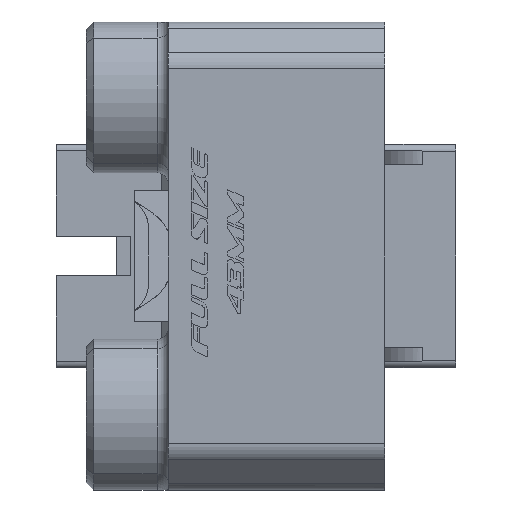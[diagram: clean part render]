
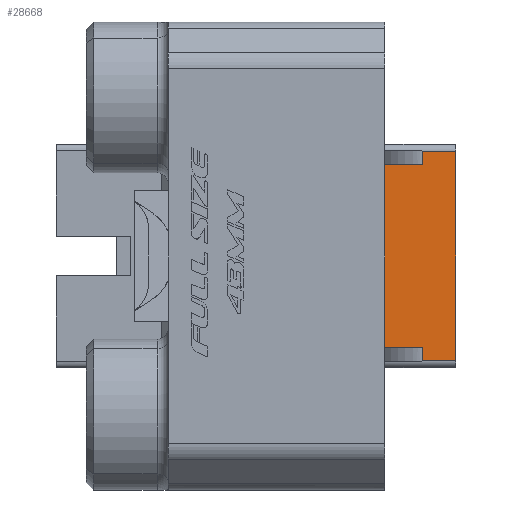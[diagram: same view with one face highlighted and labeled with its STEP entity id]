
A CAD part, left-side view. The second image highlights one B-rep face of the part: STEP entity #28668.
In plain terms, the highlighted planar face has unit normal (-1, 0, 0).
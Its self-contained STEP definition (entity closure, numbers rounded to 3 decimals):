
#1201 = VECTOR ( 'NONE', #38065, 1000. ) ;
#2377 = DIRECTION ( 'NONE',  ( 0., 1., 0. ) ) ;
#2846 = ORIENTED_EDGE ( 'NONE', *, *, #33198, .F. ) ;
#3582 = LINE ( 'NONE', #24035, #16064 ) ;
#3754 = VERTEX_POINT ( 'NONE', #33672 ) ;
#3900 = ORIENTED_EDGE ( 'NONE', *, *, #17773, .T. ) ;
#5896 = CARTESIAN_POINT ( 'NONE',  ( 13., -7.074, 14.2 ) ) ;
#6338 = EDGE_CURVE ( 'NONE', #12904, #25423, #38123, .T. ) ;
#6666 = LINE ( 'NONE', #33122, #37550 ) ;
#7882 = VECTOR ( 'NONE', #30973, 1000. ) ;
#8332 = VERTEX_POINT ( 'NONE', #9039 ) ;
#8869 = ORIENTED_EDGE ( 'NONE', *, *, #25586, .F. ) ;
#8936 = EDGE_CURVE ( 'NONE', #25423, #21377, #31547, .T. ) ;
#9039 = CARTESIAN_POINT ( 'NONE',  ( 13., -7.074, -12.2 ) ) ;
#9570 = DIRECTION ( 'NONE',  ( 0., -1., 0. ) ) ;
#9580 = DIRECTION ( 'NONE',  ( 0., 0., 1. ) ) ;
#9771 = CARTESIAN_POINT ( 'NONE',  ( 13., -7.074, -14.2 ) ) ;
#10194 = VERTEX_POINT ( 'NONE', #34760 ) ;
#10818 = VECTOR ( 'NONE', #32344, 1000. ) ;
#10915 = LINE ( 'NONE', #11304, #31146 ) ;
#11091 = VECTOR ( 'NONE', #9580, 1000. ) ;
#11183 = ORIENTED_EDGE ( 'NONE', *, *, #14969, .F. ) ;
#11304 = CARTESIAN_POINT ( 'NONE',  ( 13., 0., -12.2 ) ) ;
#11738 = PLANE ( 'NONE',  #29998 ) ;
#12107 = LINE ( 'NONE', #9771, #11091 ) ;
#12289 = DIRECTION ( 'NONE',  ( 0., 0., 1. ) ) ;
#12904 = VERTEX_POINT ( 'NONE', #15681 ) ;
#14611 = VECTOR ( 'NONE', #2377, 1000. ) ;
#14732 = LINE ( 'NONE', #29003, #1201 ) ;
#14969 = EDGE_CURVE ( 'NONE', #37124, #8332, #12107, .T. ) ;
#15681 = CARTESIAN_POINT ( 'NONE',  ( 13., -7.074, 14. ) ) ;
#16064 = VECTOR ( 'NONE', #9570, 1000. ) ;
#17669 = VERTEX_POINT ( 'NONE', #33119 ) ;
#17773 = EDGE_CURVE ( 'NONE', #37124, #10194, #3582, .T. ) ;
#17925 = EDGE_LOOP ( 'NONE', ( #18764, #2846, #8869, #11183, #3900, #32070, #27390, #31830 ) ) ;
#18764 = ORIENTED_EDGE ( 'NONE', *, *, #8936, .T. ) ;
#19002 = LINE ( 'NONE', #27467, #7882 ) ;
#19399 = CARTESIAN_POINT ( 'NONE',  ( 13., 0., 12.2 ) ) ;
#21377 = VERTEX_POINT ( 'NONE', #27589 ) ;
#23098 = DIRECTION ( 'NONE',  ( 1., 0., 0. ) ) ;
#23492 = CARTESIAN_POINT ( 'NONE',  ( 13., -9.5, 0. ) ) ;
#24035 = CARTESIAN_POINT ( 'NONE',  ( 13., -9.5, -14. ) ) ;
#25423 = VERTEX_POINT ( 'NONE', #28077 ) ;
#25586 = EDGE_CURVE ( 'NONE', #8332, #3754, #10915, .T. ) ;
#25999 = FACE_OUTER_BOUND ( 'NONE', #17925, .T. ) ;
#27390 = ORIENTED_EDGE ( 'NONE', *, *, #36816, .T. ) ;
#27467 = CARTESIAN_POINT ( 'NONE',  ( 13., -11.5, 0. ) ) ;
#27589 = CARTESIAN_POINT ( 'NONE',  ( 13., -2., 12.2 ) ) ;
#28077 = CARTESIAN_POINT ( 'NONE',  ( 13., -7.074, 12.2 ) ) ;
#28668 = ADVANCED_FACE ( 'NONE', ( #25999 ), #11738, .F. ) ;
#29003 = CARTESIAN_POINT ( 'NONE',  ( 13., -9.5, 14. ) ) ;
#29998 = AXIS2_PLACEMENT_3D ( 'NONE', #23492, #23098, #35274 ) ;
#30490 = EDGE_CURVE ( 'NONE', #10194, #17669, #19002, .T. ) ;
#30973 = DIRECTION ( 'NONE',  ( 0., 0., 1. ) ) ;
#31146 = VECTOR ( 'NONE', #34454, 1000. ) ;
#31547 = LINE ( 'NONE', #19399, #14611 ) ;
#31830 = ORIENTED_EDGE ( 'NONE', *, *, #6338, .T. ) ;
#32070 = ORIENTED_EDGE ( 'NONE', *, *, #30490, .T. ) ;
#32344 = DIRECTION ( 'NONE',  ( 0., 0., -1. ) ) ;
#33119 = CARTESIAN_POINT ( 'NONE',  ( 13., -11.5, 14. ) ) ;
#33122 = CARTESIAN_POINT ( 'NONE',  ( 13., -2., -12.2 ) ) ;
#33198 = EDGE_CURVE ( 'NONE', #3754, #21377, #6666, .T. ) ;
#33672 = CARTESIAN_POINT ( 'NONE',  ( 13., -2., -12.2 ) ) ;
#34454 = DIRECTION ( 'NONE',  ( 0., 1., 0. ) ) ;
#34760 = CARTESIAN_POINT ( 'NONE',  ( 13., -11.5, -14. ) ) ;
#35274 = DIRECTION ( 'NONE',  ( 0., 0., -1. ) ) ;
#35651 = CARTESIAN_POINT ( 'NONE',  ( 13., -7.074, -14. ) ) ;
#36816 = EDGE_CURVE ( 'NONE', #17669, #12904, #14732, .T. ) ;
#37124 = VERTEX_POINT ( 'NONE', #35651 ) ;
#37550 = VECTOR ( 'NONE', #12289, 1000. ) ;
#38065 = DIRECTION ( 'NONE',  ( 0., 1., 0. ) ) ;
#38123 = LINE ( 'NONE', #5896, #10818 ) ;
